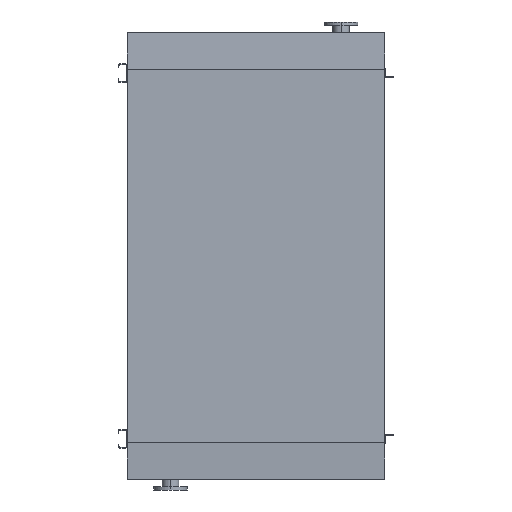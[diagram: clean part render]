
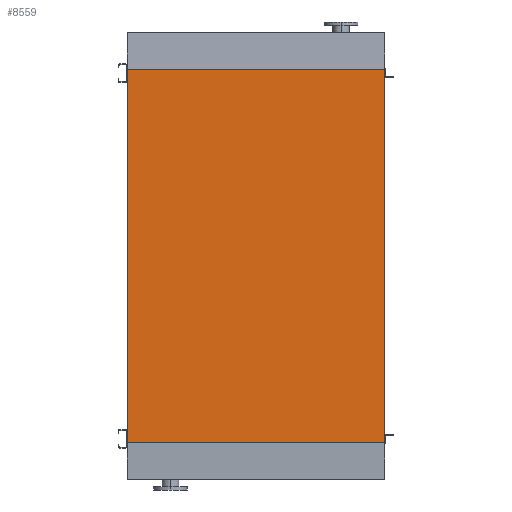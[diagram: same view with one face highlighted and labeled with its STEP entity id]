
A CAD part, front view. The second image highlights one B-rep face of the part: STEP entity #8559.
In plain terms, the highlighted planar face has unit normal (0, -1, 0).
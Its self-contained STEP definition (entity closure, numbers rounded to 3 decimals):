
#761 = CARTESIAN_POINT ( 'NONE',  ( 845., 0., -2450. ) ) ;
#807 = AXIS2_PLACEMENT_3D ( 'NONE', #6132, #5313, #8435 ) ;
#1009 = CARTESIAN_POINT ( 'NONE',  ( -845., 0., 0. ) ) ;
#1078 = CARTESIAN_POINT ( 'NONE',  ( -845., 0., -2450. ) ) ;
#1308 = CARTESIAN_POINT ( 'NONE',  ( 845., 0., 0. ) ) ;
#1386 = VERTEX_POINT ( 'NONE', #6304 ) ;
#1455 = CARTESIAN_POINT ( 'NONE',  ( 845., 0., -2450. ) ) ;
#2708 = VECTOR ( 'NONE', #8861, 1000. ) ;
#3148 = EDGE_LOOP ( 'NONE', ( #6584, #5029, #4758, #7388 ) ) ;
#3204 = EDGE_CURVE ( 'NONE', #9537, #7124, #5826, .T. ) ;
#3730 = PLANE ( 'NONE',  #807 ) ;
#3903 = DIRECTION ( 'NONE',  ( 0., 0., 1. ) ) ;
#3953 = LINE ( 'NONE', #761, #4419 ) ;
#4419 = VECTOR ( 'NONE', #3903, 1000. ) ;
#4758 = ORIENTED_EDGE ( 'NONE', *, *, #6695, .T. ) ;
#4909 = VECTOR ( 'NONE', #9945, 1000. ) ;
#5029 = ORIENTED_EDGE ( 'NONE', *, *, #9153, .F. ) ;
#5313 = DIRECTION ( 'NONE',  ( 0., -1., 0. ) ) ;
#5826 = LINE ( 'NONE', #1009, #2708 ) ;
#6132 = CARTESIAN_POINT ( 'NONE',  ( -845., 0., -2450. ) ) ;
#6304 = CARTESIAN_POINT ( 'NONE',  ( -845., 0., -2450. ) ) ;
#6436 = CARTESIAN_POINT ( 'NONE',  ( -845., 0., -2450. ) ) ;
#6584 = ORIENTED_EDGE ( 'NONE', *, *, #3204, .F. ) ;
#6695 = EDGE_CURVE ( 'NONE', #1386, #9829, #8891, .T. ) ;
#7124 = VERTEX_POINT ( 'NONE', #1308 ) ;
#7153 = CARTESIAN_POINT ( 'NONE',  ( -845., 0., 0. ) ) ;
#7388 = ORIENTED_EDGE ( 'NONE', *, *, #9379, .T. ) ;
#7580 = LINE ( 'NONE', #1078, #4909 ) ;
#7671 = FACE_OUTER_BOUND ( 'NONE', #3148, .T. ) ;
#8435 = DIRECTION ( 'NONE',  ( 0., 0., -1. ) ) ;
#8559 = ADVANCED_FACE ( 'NONE', ( #7671 ), #3730, .T. ) ;
#8861 = DIRECTION ( 'NONE',  ( 1., 0., 0. ) ) ;
#8891 = LINE ( 'NONE', #6436, #9121 ) ;
#9121 = VECTOR ( 'NONE', #9714, 1000. ) ;
#9153 = EDGE_CURVE ( 'NONE', #1386, #9537, #7580, .T. ) ;
#9379 = EDGE_CURVE ( 'NONE', #9829, #7124, #3953, .T. ) ;
#9537 = VERTEX_POINT ( 'NONE', #7153 ) ;
#9714 = DIRECTION ( 'NONE',  ( 1., 0., 0. ) ) ;
#9829 = VERTEX_POINT ( 'NONE', #1455 ) ;
#9945 = DIRECTION ( 'NONE',  ( 0., 0., 1. ) ) ;
